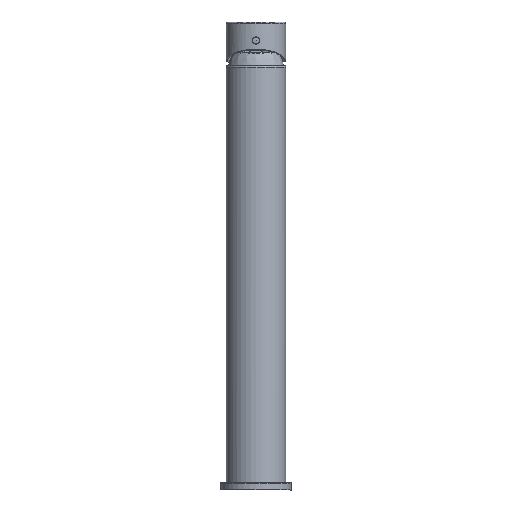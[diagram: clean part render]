
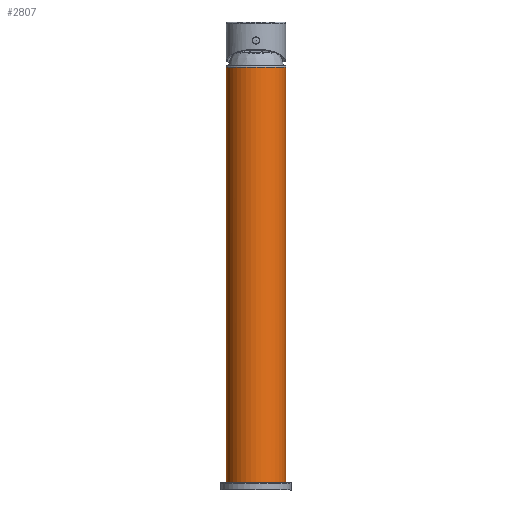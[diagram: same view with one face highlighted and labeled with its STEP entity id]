
A CAD part, left-side view. The second image highlights one B-rep face of the part: STEP entity #2807.
In plain terms, the highlighted cylindrical face has radius 21 mm (diameter 42 mm), a full revolution.
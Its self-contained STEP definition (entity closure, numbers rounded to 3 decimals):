
#183=CYLINDRICAL_SURFACE('',#3147,21.);
#235=LINE('',#5765,#422);
#237=LINE('',#5772,#424);
#238=LINE('',#5773,#425);
#422=VECTOR('',#3660,26.5);
#424=VECTOR('',#3670,21.);
#425=VECTOR('',#3671,26.5);
#668=FACE_OUTER_BOUND('',#852,.T.);
#852=EDGE_LOOP('',(#2069,#2070,#2071,#2072,#2073,#2074,#2075,#2076));
#1040=CIRCLE('',#3101,21.);
#1045=CIRCLE('',#3109,21.);
#1069=CIRCLE('',#3145,21.);
#1070=CIRCLE('',#3146,21.);
#1221=VERTEX_POINT('',#5095);
#1226=VERTEX_POINT('',#5108);
#1227=VERTEX_POINT('',#5110);
#1234=VERTEX_POINT('',#5163);
#1255=VERTEX_POINT('',#5706);
#1256=VERTEX_POINT('',#5768);
#1505=EDGE_CURVE('',#1221,#1221,#1040,.T.);
#1511=EDGE_CURVE('',#1227,#1226,#1045,.T.);
#1554=EDGE_CURVE('',#1255,#1226,#235,.T.);
#1556=EDGE_CURVE('',#1234,#1256,#1069,.T.);
#1557=EDGE_CURVE('',#1256,#1255,#1070,.T.);
#1558=EDGE_CURVE('',#1221,#1256,#237,.T.);
#1559=EDGE_CURVE('',#1227,#1234,#238,.T.);
#2069=ORIENTED_EDGE('',*,*,#1505,.F.);
#2070=ORIENTED_EDGE('',*,*,#1558,.T.);
#2071=ORIENTED_EDGE('',*,*,#1556,.F.);
#2072=ORIENTED_EDGE('',*,*,#1559,.F.);
#2073=ORIENTED_EDGE('',*,*,#1511,.T.);
#2074=ORIENTED_EDGE('',*,*,#1554,.F.);
#2075=ORIENTED_EDGE('',*,*,#1557,.F.);
#2076=ORIENTED_EDGE('',*,*,#1558,.F.);
#2807=ADVANCED_FACE('',(#668),#183,.T.);
#3101=AXIS2_PLACEMENT_3D('',#5096,#3566,#3567);
#3109=AXIS2_PLACEMENT_3D('',#5111,#3583,#3584);
#3145=AXIS2_PLACEMENT_3D('',#5769,#3664,#3665);
#3146=AXIS2_PLACEMENT_3D('',#5770,#3666,#3667);
#3147=AXIS2_PLACEMENT_3D('',#5771,#3668,#3669);
#3566=DIRECTION('center_axis',(0.,0.,
-1.));
#3567=DIRECTION('ref_axis',(1.,0.,0.));
#3583=DIRECTION('center_axis',(0.,0.,
-1.));
#3584=DIRECTION('ref_axis',(-1.,0.,0.));
#3660=DIRECTION('',(0.,0.,1.));
#3664=DIRECTION('center_axis',(0.,0.,
1.));
#3665=DIRECTION('ref_axis',(0.605,-0.796,0.));
#3666=DIRECTION('center_axis',(0.,0.,
1.));
#3667=DIRECTION('ref_axis',(0.605,-0.796,0.));
#3668=DIRECTION('center_axis',(0.,0.,
-1.));
#3669=DIRECTION('ref_axis',(-1.,0.,0.));
#3670=DIRECTION('',(0.,0.,1.));
#3671=DIRECTION('',(0.,0.,-1.));
#5095=CARTESIAN_POINT('',(21.,-3.79,78.152));
#5096=CARTESIAN_POINT('Origin',(0.,-3.79,
78.152));
#5108=CARTESIAN_POINT('',(12.703,12.932,370.152));
#5110=CARTESIAN_POINT('',(12.703,-20.512,370.152));
#5111=CARTESIAN_POINT('Origin',(0.,-3.79,
370.152));
#5163=CARTESIAN_POINT('',(12.703,-20.512,343.652));
#5706=CARTESIAN_POINT('',(12.703,12.932,343.652));
#5765=CARTESIAN_POINT('',(12.703,12.932,343.652));
#5768=CARTESIAN_POINT('',(21.,-3.79,343.652));
#5769=CARTESIAN_POINT('Origin',(0.,-3.79,
343.652));
#5770=CARTESIAN_POINT('Origin',(0.,-3.79,
343.652));
#5771=CARTESIAN_POINT('Origin',(0.,-3.79,
385.802));
#5772=CARTESIAN_POINT('',(21.,-3.79,385.802));
#5773=CARTESIAN_POINT('',(12.703,-20.512,370.152));
